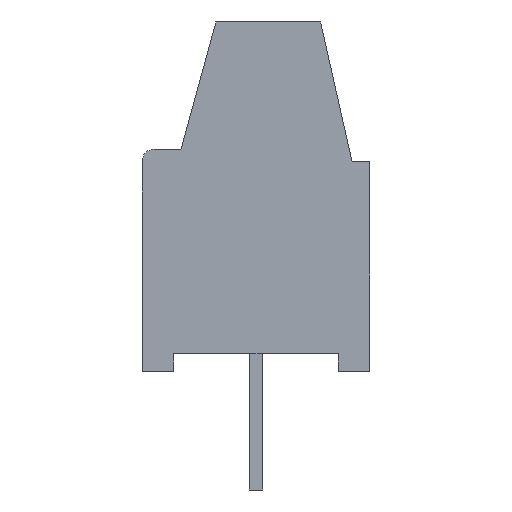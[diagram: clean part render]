
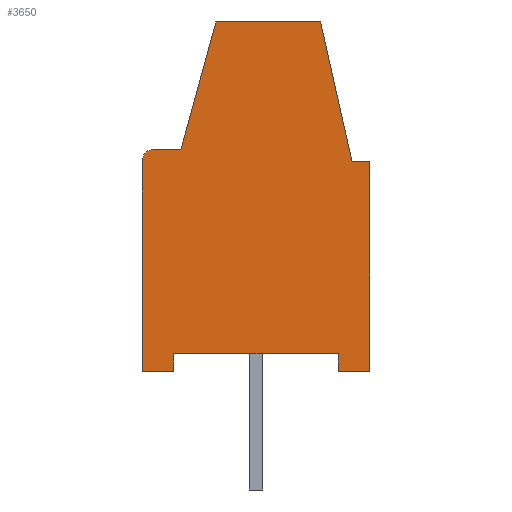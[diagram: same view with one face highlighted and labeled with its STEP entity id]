
A CAD part, left-side view. The second image highlights one B-rep face of the part: STEP entity #3650.
In plain terms, the highlighted planar face has unit normal (-1, 0, 0).
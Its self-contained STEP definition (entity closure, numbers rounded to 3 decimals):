
#745=DIRECTION('',(0.,0.264,-0.964));
#746=VECTOR('',#745,3.785);
#747=CARTESIAN_POINT('',(-7.85,1.15,0.));
#748=LINE('',#747,#746);
#749=DIRECTION('',(0.,1.,0.));
#750=VECTOR('',#749,3.);
#751=CARTESIAN_POINT('',(-7.85,-1.85,0.));
#752=LINE('',#751,#750);
#753=DIRECTION('',(0.,0.22,0.976));
#754=VECTOR('',#753,4.1);
#755=CARTESIAN_POINT('',(-7.85,-2.75,-4.));
#756=LINE('',#755,#754);
#757=DIRECTION('',(0.,1.,0.));
#758=VECTOR('',#757,0.5);
#759=CARTESIAN_POINT('',(-7.85,-3.25,-4.));
#760=LINE('',#759,#758);
#761=DIRECTION('',(0.,0.,1.));
#762=VECTOR('',#761,6.);
#763=CARTESIAN_POINT('',(-7.85,-3.25,-10.));
#764=LINE('',#763,#762);
#765=DIRECTION('',(0.,-1.,0.));
#766=VECTOR('',#765,0.9);
#767=CARTESIAN_POINT('',(-7.85,-2.35,-10.));
#768=LINE('',#767,#766);
#769=DIRECTION('',(0.,0.,-1.));
#770=VECTOR('',#769,0.5);
#771=CARTESIAN_POINT('',(-7.85,-2.35,-9.5));
#772=LINE('',#771,#770);
#773=DIRECTION('',(0.,-1.,0.));
#774=VECTOR('',#773,4.7);
#775=CARTESIAN_POINT('',(-7.85,2.35,-9.5));
#776=LINE('',#775,#774);
#777=DIRECTION('',(0.,0.,1.));
#778=VECTOR('',#777,0.5);
#779=CARTESIAN_POINT('',(-7.85,2.35,-10.));
#780=LINE('',#779,#778);
#781=DIRECTION('',(0.,-1.,0.));
#782=VECTOR('',#781,0.9);
#783=CARTESIAN_POINT('',(-7.85,3.25,-10.));
#784=LINE('',#783,#782);
#785=DIRECTION('',(0.,0.,-1.));
#786=VECTOR('',#785,6.05);
#787=CARTESIAN_POINT('',(-7.85,3.25,-3.95));
#788=LINE('',#787,#786);
#789=CARTESIAN_POINT('',(-7.85,2.95,-3.95));
#790=DIRECTION('',(-1.,0.,0.));
#791=DIRECTION('',(0.,0.,1.));
#792=AXIS2_PLACEMENT_3D('',#789,#790,#791);
#794=DIRECTION('',(0.,1.,0.));
#795=VECTOR('',#794,0.8);
#796=CARTESIAN_POINT('',(-7.85,2.15,-3.65));
#797=LINE('',#796,#795);
#2092=CARTESIAN_POINT('',(-7.85,1.15,0.));
#2093=CARTESIAN_POINT('',(-7.85,2.15,-3.65));
#2094=VERTEX_POINT('',#2092);
#2095=VERTEX_POINT('',#2093);
#2096=CARTESIAN_POINT('',(-7.85,2.95,-3.65));
#2097=VERTEX_POINT('',#2096);
#2098=CARTESIAN_POINT('',(-7.85,3.25,-3.95));
#2099=CARTESIAN_POINT('',(-7.85,3.25,-10.));
#2100=VERTEX_POINT('',#2098);
#2101=VERTEX_POINT('',#2099);
#2102=CARTESIAN_POINT('',(-7.85,2.35,-10.));
#2103=VERTEX_POINT('',#2102);
#2104=CARTESIAN_POINT('',(-7.85,2.35,-9.5));
#2105=VERTEX_POINT('',#2104);
#2106=CARTESIAN_POINT('',(-7.85,-2.35,-9.5));
#2107=VERTEX_POINT('',#2106);
#2108=CARTESIAN_POINT('',(-7.85,-2.35,-10.));
#2109=VERTEX_POINT('',#2108);
#2110=CARTESIAN_POINT('',(-7.85,-3.25,-10.));
#2111=VERTEX_POINT('',#2110);
#2112=CARTESIAN_POINT('',(-7.85,-3.25,-4.));
#2113=VERTEX_POINT('',#2112);
#2114=CARTESIAN_POINT('',(-7.85,-2.75,-4.));
#2115=VERTEX_POINT('',#2114);
#2116=CARTESIAN_POINT('',(-7.85,-1.85,0.));
#2117=VERTEX_POINT('',#2116);
#3625=CARTESIAN_POINT('',(-7.85,0.,0.));
#3626=DIRECTION('',(-1.,0.,0.));
#3627=DIRECTION('',(0.,-1.,0.));
#3628=AXIS2_PLACEMENT_3D('',#3625,#3626,#3627);
#3629=PLANE('',#3628);
#3630=ORIENTED_EDGE('',*,*,#2748,.F.);
#3632=ORIENTED_EDGE('',*,*,#3631,.F.);
#3634=ORIENTED_EDGE('',*,*,#3633,.F.);
#3636=ORIENTED_EDGE('',*,*,#3635,.F.);
#3637=ORIENTED_EDGE('',*,*,#3070,.F.);
#3638=ORIENTED_EDGE('',*,*,#3053,.F.);
#3639=ORIENTED_EDGE('',*,*,#3025,.F.);
#3640=ORIENTED_EDGE('',*,*,#2939,.F.);
#3641=ORIENTED_EDGE('',*,*,#3619,.F.);
#3642=ORIENTED_EDGE('',*,*,#3593,.F.);
#3643=ORIENTED_EDGE('',*,*,#2874,.F.);
#3645=ORIENTED_EDGE('',*,*,#3644,.F.);
#3647=ORIENTED_EDGE('',*,*,#3646,.F.);
#3648=EDGE_LOOP('',(#3630,#3632,#3634,#3636,#3637,#3638,#3639,#3640,#3641,#3642,
#3643,#3645,#3647));
#3649=FACE_OUTER_BOUND('',#3648,.F.);
#3650=ADVANCED_FACE('',(#3649),#3629,.T.);
#793=CIRCLE('',#792,0.3);
#2748=EDGE_CURVE('',#2094,#2095,#748,.T.);
#2874=EDGE_CURVE('',#2100,#2101,#788,.T.);
#2939=EDGE_CURVE('',#2105,#2107,#776,.T.);
#3025=EDGE_CURVE('',#2107,#2109,#772,.T.);
#3053=EDGE_CURVE('',#2109,#2111,#768,.T.);
#3070=EDGE_CURVE('',#2111,#2113,#764,.T.);
#3593=EDGE_CURVE('',#2101,#2103,#784,.T.);
#3619=EDGE_CURVE('',#2103,#2105,#780,.T.);
#3631=EDGE_CURVE('',#2117,#2094,#752,.T.);
#3633=EDGE_CURVE('',#2115,#2117,#756,.T.);
#3635=EDGE_CURVE('',#2113,#2115,#760,.T.);
#3644=EDGE_CURVE('',#2097,#2100,#793,.T.);
#3646=EDGE_CURVE('',#2095,#2097,#797,.T.);
